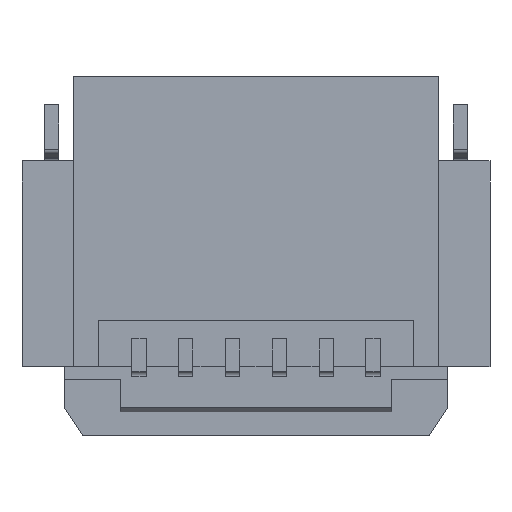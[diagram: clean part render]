
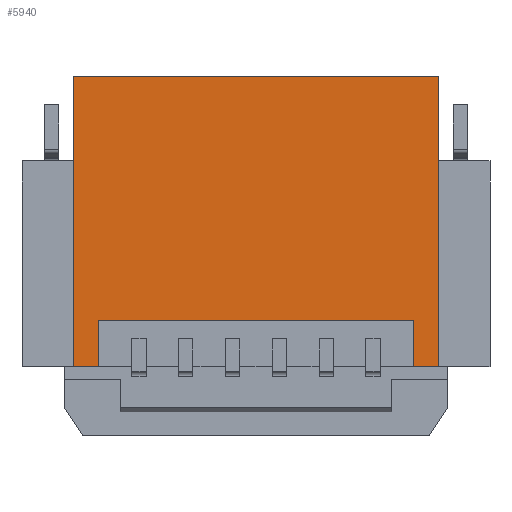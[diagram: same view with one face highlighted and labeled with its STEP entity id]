
A CAD part, front view. The second image highlights one B-rep face of the part: STEP entity #5940.
In plain terms, the highlighted planar face has unit normal (0, -1, 0).
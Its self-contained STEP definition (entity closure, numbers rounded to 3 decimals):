
#150=DIRECTION('',(1.,0.,0.));
#151=VECTOR('',#150,3.91);
#152=CARTESIAN_POINT('',(-1.955,-0.5,0.));
#153=LINE('',#152,#151);
#334=DIRECTION('',(1.,0.,0.));
#335=VECTOR('',#334,0.27);
#336=CARTESIAN_POINT('',(1.685,-0.5,-3.1));
#337=LINE('',#336,#335);
#390=DIRECTION('',(1.,0.,0.));
#391=VECTOR('',#390,0.27);
#392=CARTESIAN_POINT('',(-1.955,-0.5,-3.1));
#393=LINE('',#392,#391);
#734=DIRECTION('',(0.,0.,1.));
#735=VECTOR('',#734,0.5);
#736=CARTESIAN_POINT('',(1.685,-0.5,-3.1));
#737=LINE('',#736,#735);
#738=DIRECTION('',(-1.,0.,0.));
#739=VECTOR('',#738,3.37);
#740=CARTESIAN_POINT('',(1.685,-0.5,-2.6));
#741=LINE('',#740,#739);
#742=DIRECTION('',(0.,0.,1.));
#743=VECTOR('',#742,0.5);
#744=CARTESIAN_POINT('',(-1.685,-0.5,-3.1));
#745=LINE('',#744,#743);
#750=DIRECTION('',(0.,0.,-1.));
#751=VECTOR('',#750,3.1);
#752=CARTESIAN_POINT('',(-1.955,-0.5,0.));
#753=LINE('',#752,#751);
#1614=DIRECTION('',(0.,0.,1.));
#1615=VECTOR('',#1614,3.1);
#1616=CARTESIAN_POINT('',(1.955,-0.5,-3.1));
#1617=LINE('',#1616,#1615);
#4052=CARTESIAN_POINT('',(-1.955,-0.5,0.));
#4054=VERTEX_POINT('',#4052);
#4056=CARTESIAN_POINT('',(1.955,-0.5,0.));
#4058=VERTEX_POINT('',#4056);
#4112=CARTESIAN_POINT('',(-1.955,-0.5,-3.1));
#4113=VERTEX_POINT('',#4112);
#4114=CARTESIAN_POINT('',(1.955,-0.5,-3.1));
#4115=VERTEX_POINT('',#4114);
#4128=CARTESIAN_POINT('',(1.685,-0.5,-3.1));
#4130=VERTEX_POINT('',#4128);
#4132=CARTESIAN_POINT('',(-1.685,-0.5,-3.1));
#4134=VERTEX_POINT('',#4132);
#4136=CARTESIAN_POINT('',(1.685,-0.5,-2.6));
#4137=VERTEX_POINT('',#4136);
#4138=CARTESIAN_POINT('',(-1.685,-0.5,-2.6));
#4139=VERTEX_POINT('',#4138);
#5921=CARTESIAN_POINT('',(-2.5,-0.5,0.));
#5922=DIRECTION('',(0.,-1.,0.));
#5923=DIRECTION('',(1.,0.,0.));
#5924=AXIS2_PLACEMENT_3D('',#5921,#5922,#5923);
#5925=PLANE('',#5924);
#5927=ORIENTED_EDGE('',*,*,#5926,.T.);
#5929=ORIENTED_EDGE('',*,*,#5928,.T.);
#5930=ORIENTED_EDGE('',*,*,#5913,.F.);
#5931=ORIENTED_EDGE('',*,*,#5524,.F.);
#5933=ORIENTED_EDGE('',*,*,#5932,.F.);
#5934=ORIENTED_EDGE('',*,*,#5311,.T.);
#5936=ORIENTED_EDGE('',*,*,#5935,.F.);
#5937=ORIENTED_EDGE('',*,*,#5495,.F.);
#5938=EDGE_LOOP('',(#5927,#5929,#5930,#5931,#5933,#5934,#5936,#5937));
#5939=FACE_OUTER_BOUND('',#5938,.F.);
#5311=EDGE_CURVE('',#4054,#4058,#153,.T.);
#5495=EDGE_CURVE('',#4130,#4115,#337,.T.);
#5524=EDGE_CURVE('',#4113,#4134,#393,.T.);
#5913=EDGE_CURVE('',#4134,#4139,#745,.T.);
#5926=EDGE_CURVE('',#4130,#4137,#737,.T.);
#5928=EDGE_CURVE('',#4137,#4139,#741,.T.);
#5932=EDGE_CURVE('',#4054,#4113,#753,.T.);
#5935=EDGE_CURVE('',#4115,#4058,#1617,.T.);
#5940=ADVANCED_FACE('',(#5939),#5925,.T.);
